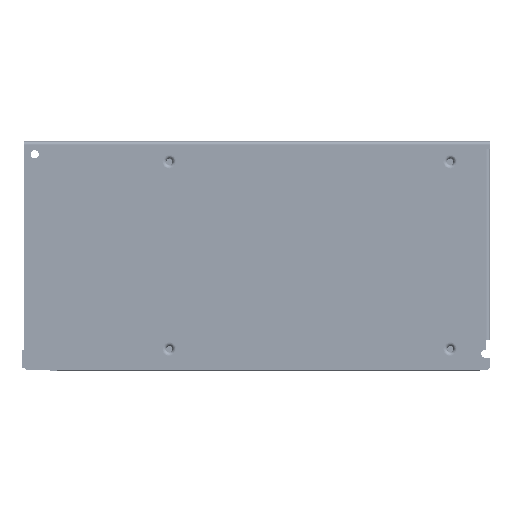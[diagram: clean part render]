
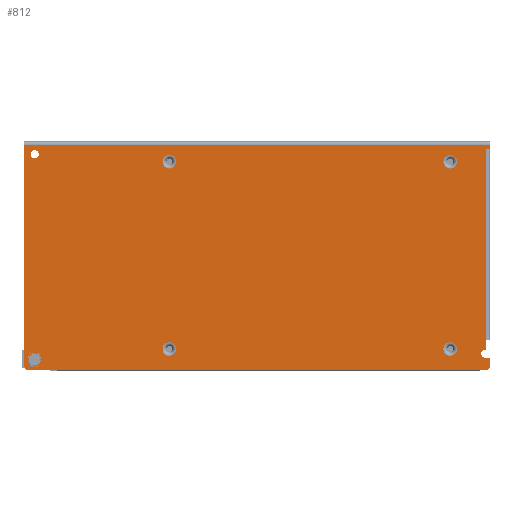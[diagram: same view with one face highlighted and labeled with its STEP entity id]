
A CAD part, front view. The second image highlights one B-rep face of the part: STEP entity #812.
In plain terms, the highlighted planar face has unit normal (0, -1, 0).
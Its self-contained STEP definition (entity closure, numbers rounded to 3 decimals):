
#632=CARTESIAN_POINT('',(0.0,-1.5,0.0));
#633=DIRECTION('',(0.0,1.0,0.0));
#634=DIRECTION('',(0.0,0.0,1.0));
#635=AXIS2_PLACEMENT_3D('',#632,#633,#634);
#636=PLANE('',#635);
#637=CARTESIAN_POINT('',(-99.5,-1.5,-46.875));
#638=VERTEX_POINT('',#637);
#639=CARTESIAN_POINT('',(-97.5,-1.5,-48.875));
#640=VERTEX_POINT('',#639);
#641=CARTESIAN_POINT('',(-97.5,-1.5,-46.875));
#642=DIRECTION('',(0.0,-1.0,0.0));
#643=DIRECTION('',(-1.0,0.0,0.0));
#644=AXIS2_PLACEMENT_3D('',#641,#642,#643);
#645=CIRCLE('',#644,2.0);
#646=EDGE_CURVE('',#638,#640,#645,.T.);
#647=ORIENTED_EDGE('',*,*,#646,.T.);
#648=CARTESIAN_POINT('',(97.5,-1.5,-48.875));
#649=VERTEX_POINT('',#648);
#650=CARTESIAN_POINT('',(97.5,-1.5,-48.875));
#651=DIRECTION('',(-1.0,0.0,0.0));
#652=VECTOR('',#651,195.0);
#653=LINE('',#650,#652);
#654=EDGE_CURVE('',#649,#640,#653,.T.);
#655=ORIENTED_EDGE('',*,*,#654,.F.);
#656=CARTESIAN_POINT('',(99.5,-1.5,-46.875));
#657=VERTEX_POINT('',#656);
#658=CARTESIAN_POINT('',(97.5,-1.5,-46.875));
#659=DIRECTION('',(0.0,-1.0,0.0));
#660=DIRECTION('',(0.0,0.0,-1.0));
#661=AXIS2_PLACEMENT_3D('',#658,#659,#660);
#662=CIRCLE('',#661,2.0);
#663=EDGE_CURVE('',#649,#657,#662,.T.);
#664=ORIENTED_EDGE('',*,*,#663,.T.);
#665=CARTESIAN_POINT('',(99.5,-1.5,-43.625));
#666=VERTEX_POINT('',#665);
#667=CARTESIAN_POINT('',(99.5,-1.5,-43.625));
#668=DIRECTION('',(0.0,0.0,-1.0));
#669=VECTOR('',#668,3.25);
#670=LINE('',#667,#669);
#671=EDGE_CURVE('',#666,#657,#670,.T.);
#672=ORIENTED_EDGE('',*,*,#671,.F.);
#673=CARTESIAN_POINT('',(97.5,-1.5,-43.625));
#674=VERTEX_POINT('',#673);
#675=CARTESIAN_POINT('',(99.5,-1.5,-43.625));
#676=DIRECTION('',(-1.0,0.0,0.0));
#677=VECTOR('',#676,2.);
#678=LINE('',#675,#677);
#679=EDGE_CURVE('',#666,#674,#678,.T.);
#680=ORIENTED_EDGE('',*,*,#679,.T.);
#681=CARTESIAN_POINT('',(97.5,-1.5,-40.125));
#682=VERTEX_POINT('',#681);
#683=CARTESIAN_POINT('',(97.5,-1.5,-41.875));
#684=DIRECTION('',(0.0,1.0,0.0));
#685=DIRECTION('',(0.0,0.0,-1.0));
#686=AXIS2_PLACEMENT_3D('',#683,#684,#685);
#687=CIRCLE('',#686,1.75);
#688=EDGE_CURVE('',#674,#682,#687,.T.);
#689=ORIENTED_EDGE('',*,*,#688,.T.);
#690=CARTESIAN_POINT('',(97.9,-1.5,-40.125));
#691=VERTEX_POINT('',#690);
#692=CARTESIAN_POINT('',(97.9,-1.5,-40.125));
#693=DIRECTION('',(-1.0,0.0,0.0));
#694=VECTOR('',#693,0.4);
#695=LINE('',#692,#694);
#696=EDGE_CURVE('',#691,#682,#695,.T.);
#697=ORIENTED_EDGE('',*,*,#696,.F.);
#698=CARTESIAN_POINT('',(97.9,-1.5,-35.875));
#699=VERTEX_POINT('',#698);
#700=CARTESIAN_POINT('',(97.9,-1.5,-35.875));
#701=DIRECTION('',(0.0,0.0,-1.0));
#702=VECTOR('',#701,4.25);
#703=LINE('',#700,#702);
#704=EDGE_CURVE('',#699,#691,#703,.T.);
#705=ORIENTED_EDGE('',*,*,#704,.F.);
#706=CARTESIAN_POINT('',(97.9,-1.5,45.775));
#707=VERTEX_POINT('',#706);
#708=CARTESIAN_POINT('',(97.9,-1.5,45.775));
#709=DIRECTION('',(0.0,0.0,-1.0));
#710=VECTOR('',#709,81.65);
#711=LINE('',#708,#710);
#712=EDGE_CURVE('',#707,#699,#711,.T.);
#713=ORIENTED_EDGE('',*,*,#712,.F.);
#714=CARTESIAN_POINT('',(99.5,-1.5,45.775));
#715=VERTEX_POINT('',#714);
#716=CARTESIAN_POINT('',(97.9,-1.5,45.775));
#717=DIRECTION('',(1.0,0.0,0.0));
#718=VECTOR('',#717,1.6);
#719=LINE('',#716,#718);
#720=EDGE_CURVE('',#707,#715,#719,.T.);
#721=ORIENTED_EDGE('',*,*,#720,.T.);
#722=CARTESIAN_POINT('',(99.5,-1.5,47.275));
#723=VERTEX_POINT('',#722);
#724=CARTESIAN_POINT('',(99.5,-1.5,47.275));
#725=DIRECTION('',(0.0,0.0,-1.0));
#726=VECTOR('',#725,1.5);
#727=LINE('',#724,#726);
#728=EDGE_CURVE('',#723,#715,#727,.T.);
#729=ORIENTED_EDGE('',*,*,#728,.F.);
#730=CARTESIAN_POINT('',(-99.5,-1.5,47.275));
#731=VERTEX_POINT('',#730);
#732=CARTESIAN_POINT('',(-99.5,-1.5,47.275));
#733=DIRECTION('',(1.0,0.0,0.0));
#734=VECTOR('',#733,199.);
#735=LINE('',#732,#734);
#736=EDGE_CURVE('',#731,#723,#735,.T.);
#737=ORIENTED_EDGE('',*,*,#736,.F.);
#738=CARTESIAN_POINT('',(-99.5,-1.5,-46.875));
#739=DIRECTION('',(0.0,0.0,1.0));
#740=VECTOR('',#739,94.15);
#741=LINE('',#738,#740);
#742=EDGE_CURVE('',#638,#731,#741,.T.);
#743=ORIENTED_EDGE('',*,*,#742,.F.);
#744=EDGE_LOOP('',(#647,#655,#664,#672,#680,#689,#697,#705,#713,#721,#729,#737,#743));
#745=FACE_OUTER_BOUND('',#744,.T.);
#746=CARTESIAN_POINT('',(-95.0,-1.5,-41.875));
#747=VERTEX_POINT('',#746);
#748=CARTESIAN_POINT('',(-95.0,-1.5,-44.375));
#749=DIRECTION('',(0.0,1.0,0.0));
#750=DIRECTION('',(0.0,0.0,1.0));
#751=AXIS2_PLACEMENT_3D('',#748,#749,#750);
#752=CIRCLE('',#751,2.5);
#753=EDGE_CURVE('',#747,#747,#752,.T.);
#754=ORIENTED_EDGE('',*,*,#753,.T.);
#755=EDGE_LOOP('',(#754));
#756=FACE_BOUND('',#755,.T.);
#757=CARTESIAN_POINT('',(-37.5,-1.5,-42.775));
#758=VERTEX_POINT('',#757);
#759=CARTESIAN_POINT('',(-37.5,-1.5,-39.875));
#760=DIRECTION('',(0.0,-1.0,0.0));
#761=DIRECTION('',(0.0,0.0,1.0));
#762=AXIS2_PLACEMENT_3D('',#759,#760,#761);
#763=CIRCLE('',#762,2.9);
#764=EDGE_CURVE('',#758,#758,#763,.T.);
#765=ORIENTED_EDGE('',*,*,#764,.F.);
#766=EDGE_LOOP('',(#765));
#767=FACE_BOUND('',#766,.T.);
#768=CARTESIAN_POINT('',(-37.5,-1.5,37.225));
#769=VERTEX_POINT('',#768);
#770=CARTESIAN_POINT('',(-37.5,-1.5,40.125));
#771=DIRECTION('',(0.0,-1.0,0.0));
#772=DIRECTION('',(0.0,0.0,1.0));
#773=AXIS2_PLACEMENT_3D('',#770,#771,#772);
#774=CIRCLE('',#773,2.9);
#775=EDGE_CURVE('',#769,#769,#774,.T.);
#776=ORIENTED_EDGE('',*,*,#775,.F.);
#777=EDGE_LOOP('',(#776));
#778=FACE_BOUND('',#777,.T.);
#779=CARTESIAN_POINT('',(82.5,-1.5,-36.975));
#780=VERTEX_POINT('',#779);
#781=CARTESIAN_POINT('',(82.5,-1.5,-39.875));
#782=DIRECTION('',(0.0,-1.0,0.0));
#783=DIRECTION('',(0.0,0.0,-1.0));
#784=AXIS2_PLACEMENT_3D('',#781,#782,#783);
#785=CIRCLE('',#784,2.9);
#786=EDGE_CURVE('',#780,#780,#785,.T.);
#787=ORIENTED_EDGE('',*,*,#786,.F.);
#788=EDGE_LOOP('',(#787));
#789=FACE_BOUND('',#788,.T.);
#790=CARTESIAN_POINT('',(82.5,-1.5,43.025));
#791=VERTEX_POINT('',#790);
#792=CARTESIAN_POINT('',(82.5,-1.5,40.125));
#793=DIRECTION('',(0.0,-1.0,0.0));
#794=DIRECTION('',(0.0,0.0,-1.0));
#795=AXIS2_PLACEMENT_3D('',#792,#793,#794);
#796=CIRCLE('',#795,2.9);
#797=EDGE_CURVE('',#791,#791,#796,.T.);
#798=ORIENTED_EDGE('',*,*,#797,.F.);
#799=EDGE_LOOP('',(#798));
#800=FACE_BOUND('',#799,.T.);
#801=CARTESIAN_POINT('',(-95.0,-1.5,45.125));
#802=VERTEX_POINT('',#801);
#803=CARTESIAN_POINT('',(-95.0,-1.5,43.375));
#804=DIRECTION('',(0.0,1.0,0.0));
#805=DIRECTION('',(0.0,0.0,1.0));
#806=AXIS2_PLACEMENT_3D('',#803,#804,#805);
#807=CIRCLE('',#806,1.75);
#808=EDGE_CURVE('',#802,#802,#807,.T.);
#809=ORIENTED_EDGE('',*,*,#808,.T.);
#810=EDGE_LOOP('',(#809));
#811=FACE_BOUND('',#810,.T.);
#812=ADVANCED_FACE('',(#745,#756,#767,#778,#789,#800,#811),#636,.F.);
